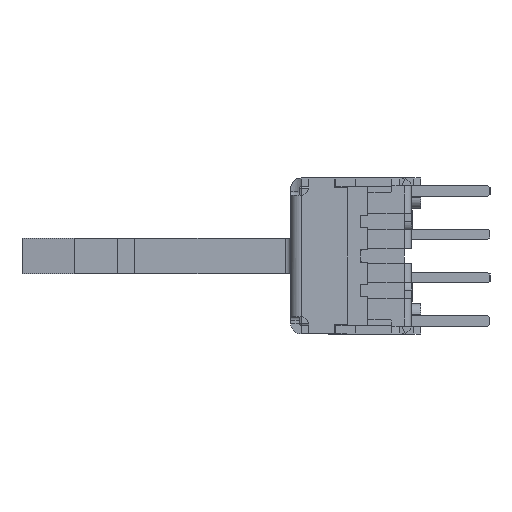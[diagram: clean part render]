
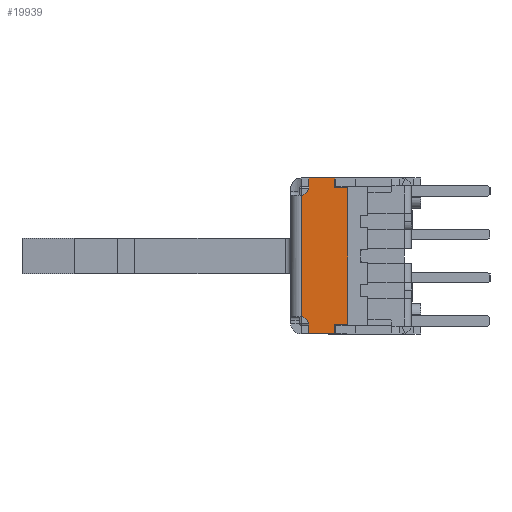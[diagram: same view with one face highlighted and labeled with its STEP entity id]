
A CAD part, left-side view. The second image highlights one B-rep face of the part: STEP entity #19939.
In plain terms, the highlighted planar face has unit normal (-1, 0, 0).
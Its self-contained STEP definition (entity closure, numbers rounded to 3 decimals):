
#223 = LINE ( 'NONE', #16006, #22091 ) ;
#275 = VERTEX_POINT ( 'NONE', #9900 ) ;
#338 = EDGE_CURVE ( 'NONE', #6435, #2889, #23433, .T. ) ;
#341 = CARTESIAN_POINT ( 'NONE',  ( -37.5, 4.95, 3.95 ) ) ;
#552 = LINE ( 'NONE', #6288, #19000 ) ;
#745 = CARTESIAN_POINT ( 'NONE',  ( -37.5, 6.9, 3.503 ) ) ;
#831 = CARTESIAN_POINT ( 'NONE',  ( -37.5, 4.95, 4.5 ) ) ;
#1612 = CARTESIAN_POINT ( 'NONE',  ( -37.5, 4.95, 4.5 ) ) ;
#2051 = AXIS2_PLACEMENT_3D ( 'NONE', #19589, #23580, #21413 ) ;
#2253 = AXIS2_PLACEMENT_3D ( 'NONE', #7257, #9091, #3254 ) ;
#2273 = CARTESIAN_POINT ( 'NONE',  ( -37.5, 6.45, 4.5 ) ) ;
#2739 = CARTESIAN_POINT ( 'NONE',  ( -37.5, 6.45, -4.5 ) ) ;
#2889 = VERTEX_POINT ( 'NONE', #341 ) ;
#3254 = DIRECTION ( 'NONE',  ( 0., 1., 0. ) ) ;
#3355 = VERTEX_POINT ( 'NONE', #2273 ) ;
#3446 = ORIENTED_EDGE ( 'NONE', *, *, #8513, .T. ) ;
#3723 = CARTESIAN_POINT ( 'NONE',  ( -37.5, 4.2, 3.95 ) ) ;
#3769 = DIRECTION ( 'NONE',  ( 0., 1., 0. ) ) ;
#3778 = VECTOR ( 'NONE', #25387, 1000. ) ;
#4013 = CARTESIAN_POINT ( 'NONE',  ( -37.5, 4.95, -3.95 ) ) ;
#4019 = DIRECTION ( 'NONE',  ( 1., 0., 0. ) ) ;
#4597 = CARTESIAN_POINT ( 'NONE',  ( -37.5, 4.2, 3.95 ) ) ;
#4853 = DIRECTION ( 'NONE',  ( 0., -1., 0. ) ) ;
#4903 = ORIENTED_EDGE ( 'NONE', *, *, #21875, .F. ) ;
#5133 = VERTEX_POINT ( 'NONE', #17037 ) ;
#5311 = VERTEX_POINT ( 'NONE', #4013 ) ;
#5474 = EDGE_CURVE ( 'NONE', #5311, #5133, #25539, .T. ) ;
#5555 = EDGE_CURVE ( 'NONE', #3355, #10061, #7475, .T. ) ;
#5562 = VECTOR ( 'NONE', #4853, 1000. ) ;
#6079 = ORIENTED_EDGE ( 'NONE', *, *, #338, .T. ) ;
#6288 = CARTESIAN_POINT ( 'NONE',  ( -37.5, 4.95, -4.5 ) ) ;
#6350 = EDGE_CURVE ( 'NONE', #6435, #5133, #24043, .T. ) ;
#6435 = VERTEX_POINT ( 'NONE', #4597 ) ;
#6618 = CARTESIAN_POINT ( 'NONE',  ( -37.5, 6.45, -4.5 ) ) ;
#6703 = CARTESIAN_POINT ( 'NONE',  ( -37.5, 6.45, 4.5 ) ) ;
#6805 = ORIENTED_EDGE ( 'NONE', *, *, #20359, .T. ) ;
#6974 = VECTOR ( 'NONE', #12900, 1000. ) ;
#7168 = CARTESIAN_POINT ( 'NONE',  ( -37.5, 6.45, -4. ) ) ;
#7249 = CIRCLE ( 'NONE', #2051, 0.5 ) ;
#7257 = CARTESIAN_POINT ( 'NONE',  ( -37.5, 0., 0. ) ) ;
#7475 = LINE ( 'NONE', #6703, #22775 ) ;
#8159 = VECTOR ( 'NONE', #23604, 1000. ) ;
#8276 = ORIENTED_EDGE ( 'NONE', *, *, #5474, .T. ) ;
#8315 = CARTESIAN_POINT ( 'NONE',  ( -37.5, 4.95, 3.95 ) ) ;
#8355 = CARTESIAN_POINT ( 'NONE',  ( -37.5, 4.95, -4.5 ) ) ;
#8513 = EDGE_CURVE ( 'NONE', #9560, #11254, #9480, .T. ) ;
#9091 = DIRECTION ( 'NONE',  ( 1., 0., 0. ) ) ;
#9480 = LINE ( 'NONE', #6618, #6974 ) ;
#9560 = VERTEX_POINT ( 'NONE', #2739 ) ;
#9696 = ORIENTED_EDGE ( 'NONE', *, *, #17474, .T. ) ;
#9900 = CARTESIAN_POINT ( 'NONE',  ( -37.5, 6.9, -3.503 ) ) ;
#10061 = VERTEX_POINT ( 'NONE', #10897 ) ;
#10103 = CARTESIAN_POINT ( 'NONE',  ( -37.5, 6.45, -3.5 ) ) ;
#10618 = FACE_OUTER_BOUND ( 'NONE', #23034, .T. ) ;
#10762 = ORIENTED_EDGE ( 'NONE', *, *, #13354, .T. ) ;
#10897 = CARTESIAN_POINT ( 'NONE',  ( -37.5, 6.45, 4. ) ) ;
#10942 = ORIENTED_EDGE ( 'NONE', *, *, #5555, .T. ) ;
#11254 = VERTEX_POINT ( 'NONE', #8355 ) ;
#11796 = LINE ( 'NONE', #10103, #21154 ) ;
#12789 = ORIENTED_EDGE ( 'NONE', *, *, #16506, .T. ) ;
#12900 = DIRECTION ( 'NONE',  ( 0., -1., 0. ) ) ;
#13354 = EDGE_CURVE ( 'NONE', #2889, #14076, #23817, .T. ) ;
#14076 = VERTEX_POINT ( 'NONE', #831 ) ;
#14468 = VECTOR ( 'NONE', #24351, 1000. ) ;
#15196 = PLANE ( 'NONE',  #2253 ) ;
#15321 = VERTEX_POINT ( 'NONE', #745 ) ;
#16006 = CARTESIAN_POINT ( 'NONE',  ( -37.5, 6.9, 3.5 ) ) ;
#16325 = DIRECTION ( 'NONE',  ( 0., 0., 1. ) ) ;
#16506 = EDGE_CURVE ( 'NONE', #20008, #9560, #11796, .T. ) ;
#16959 = VECTOR ( 'NONE', #21495, 1000. ) ;
#17037 = CARTESIAN_POINT ( 'NONE',  ( -37.5, 4.2, -3.95 ) ) ;
#17449 = EDGE_CURVE ( 'NONE', #14076, #3355, #22259, .T. ) ;
#17474 = EDGE_CURVE ( 'NONE', #275, #20008, #7249, .T. ) ;
#17555 = AXIS2_PLACEMENT_3D ( 'NONE', #21829, #4019, #3769 ) ;
#18021 = DIRECTION ( 'NONE',  ( 0., 0., 1. ) ) ;
#18498 = ORIENTED_EDGE ( 'NONE', *, *, #24941, .T. ) ;
#19000 = VECTOR ( 'NONE', #16325, 1000. ) ;
#19589 = CARTESIAN_POINT ( 'NONE',  ( -37.5, 6.95, -4. ) ) ;
#19693 = ORIENTED_EDGE ( 'NONE', *, *, #17449, .T. ) ;
#19939 = ADVANCED_FACE ( 'NONE', ( #10618 ), #15196, .F. ) ;
#19981 = DIRECTION ( 'NONE',  ( 0., 0., -1. ) ) ;
#20008 = VERTEX_POINT ( 'NONE', #7168 ) ;
#20359 = EDGE_CURVE ( 'NONE', #11254, #5311, #552, .T. ) ;
#20488 = CARTESIAN_POINT ( 'NONE',  ( -37.5, 4.95, -3.95 ) ) ;
#21154 = VECTOR ( 'NONE', #19981, 1000. ) ;
#21413 = DIRECTION ( 'NONE',  ( 0., 1., 0. ) ) ;
#21495 = DIRECTION ( 'NONE',  ( 0., 1., 0. ) ) ;
#21829 = CARTESIAN_POINT ( 'NONE',  ( -37.5, 6.95, 4. ) ) ;
#21875 = EDGE_CURVE ( 'NONE', #275, #15321, #223, .T. ) ;
#21964 = ORIENTED_EDGE ( 'NONE', *, *, #6350, .F. ) ;
#22091 = VECTOR ( 'NONE', #18021, 1000. ) ;
#22259 = LINE ( 'NONE', #1612, #16959 ) ;
#22775 = VECTOR ( 'NONE', #22851, 1000. ) ;
#22851 = DIRECTION ( 'NONE',  ( 0., 0., -1. ) ) ;
#23034 = EDGE_LOOP ( 'NONE', ( #4903, #9696, #12789, #3446, #6805, #8276, #21964, #6079, #10762, #19693, #10942, #18498 ) ) ;
#23433 = LINE ( 'NONE', #3723, #8159 ) ;
#23482 = CIRCLE ( 'NONE', #17555, 0.5 ) ;
#23580 = DIRECTION ( 'NONE',  ( 1., 0., 0. ) ) ;
#23604 = DIRECTION ( 'NONE',  ( 0., 1., 0. ) ) ;
#23817 = LINE ( 'NONE', #8315, #14468 ) ;
#24043 = LINE ( 'NONE', #24791, #3778 ) ;
#24351 = DIRECTION ( 'NONE',  ( 0., 0., 1. ) ) ;
#24791 = CARTESIAN_POINT ( 'NONE',  ( -37.5, 4.2, 3.5 ) ) ;
#24941 = EDGE_CURVE ( 'NONE', #10061, #15321, #23482, .T. ) ;
#25387 = DIRECTION ( 'NONE',  ( 0., 0., -1. ) ) ;
#25539 = LINE ( 'NONE', #20488, #5562 ) ;
